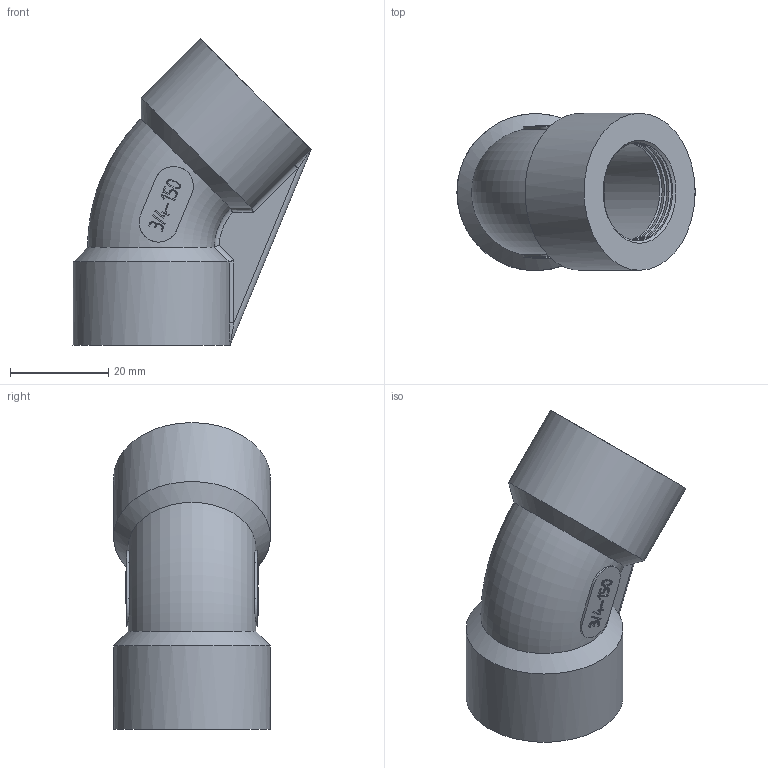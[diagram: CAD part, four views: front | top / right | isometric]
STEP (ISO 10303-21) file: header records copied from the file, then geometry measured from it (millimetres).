
FILE_DESCRIPTION(/* description */ ('Unknown'),/* implementation_level */ '2;1');
FILE_NAME(/* name */ 'DN20',/* time_stamp */ '2021-07-27T17:33:52+08:00',/* author */ ('Unknown'),/* organization */ ('Unknown'),/* preprocessor_version */ 'ST-DEVELOPER v16.7',/* originating_system */ 'DEX',/* authorisation */ $);
FILE_SCHEMA (('AUTOMOTIVE_DESIGN {1 0 10303 214 3 1 1}'));
Length unit declared in the file: millimetre
Products named in the file (1): DN20
Bounding box: 48.53 x 32 x 62.53 mm (x, y, z)
Volume: 23527.8 mm3; surface area: 11228.8 mm2
Topology: 1 solids, 1 shells, 145 faces, 371 edges, 242 vertices
Faces by surface type: plane 85, bspline 32, cylinder 20, torus 4, cone 4
Full cylindrical faces by diameter (mm): 20 x6, 32 x2
Entity records: 5830 total; most frequent: CARTESIAN_POINT 2726, ORIENTED_EDGE 692, DIRECTION 510, EDGE_CURVE 346, VERTEX_POINT 230, LINE 214, VECTOR 214, EDGE_LOOP 162
